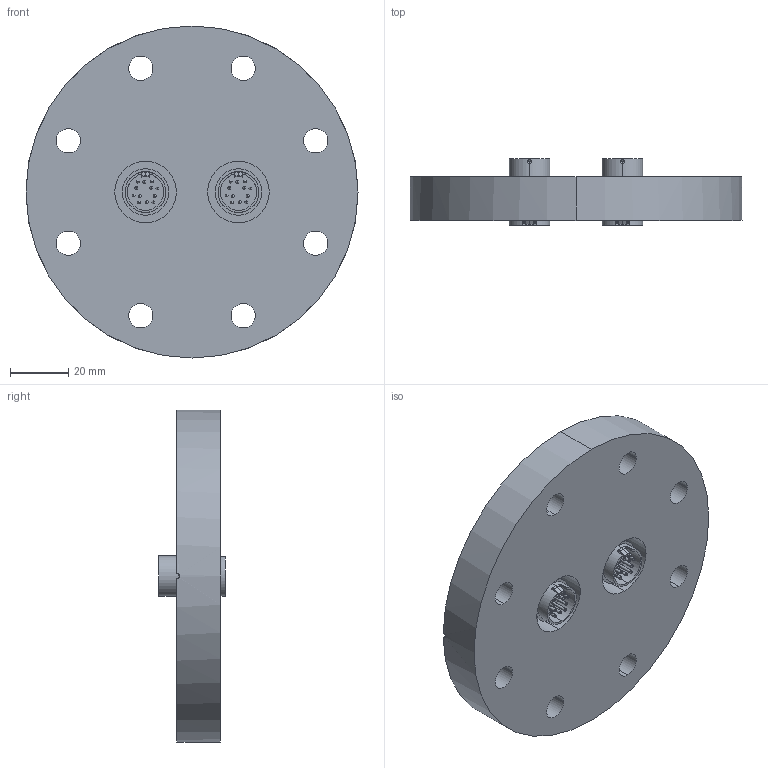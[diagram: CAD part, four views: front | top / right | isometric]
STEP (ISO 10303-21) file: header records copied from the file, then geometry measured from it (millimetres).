
FILE_DESCRIPTION (( 'STEP AP214' ), '1' );
FILE_NAME ('220-CM12-C63-2.STEP', '2017-03-31T09:05:59', ( '' ), ( '' ), 'SwSTEP 2.0', 'SolidWorks 2014', '' );
FILE_SCHEMA (( 'AUTOMOTIVE_DESIGN' ));
Length unit declared in the file: millimetre
Products named in the file (6): 220-CM12; 9220-PIN-FENI_pin vergd; 9220-CM-GLASS12-PLATE; 9220-CM-W-V0914_Einbuchtung-neu; 9220-CMX-C63-X_9220-CMX-C63-2; 220-CM12-C63-2
Assembly tree (17 placements, depth 3):
  220-CM12-C63-2
    9220-CMX-C63-X_9220-CMX-C63-2
    220-CM12  x2
      9220-CM-W-V0914_Einbuchtung-neu
      9220-CM-GLASS12-PLATE
      9220-PIN-FENI_pin vergd
Bounding box: 114.3 x 22.9 x 114.3 mm (x, y, z)
Volume: 135670.8 mm3; surface area: 37289.9 mm2
Topology: 29 solids, 29 shells, 338 faces, 938 edges, 572 vertices
Faces by surface type: cylinder 164, sphere 96, plane 42, cone 14, torus 14, bspline 8
Entity records: 4482 total; most frequent: CARTESIAN_POINT 1052, DIRECTION 726, ORIENTED_EDGE 626, AXIS2_PLACEMENT_3D 314, EDGE_CURVE 313, VERTEX_POINT 206, CIRCLE 177, EDGE_LOOP 171
